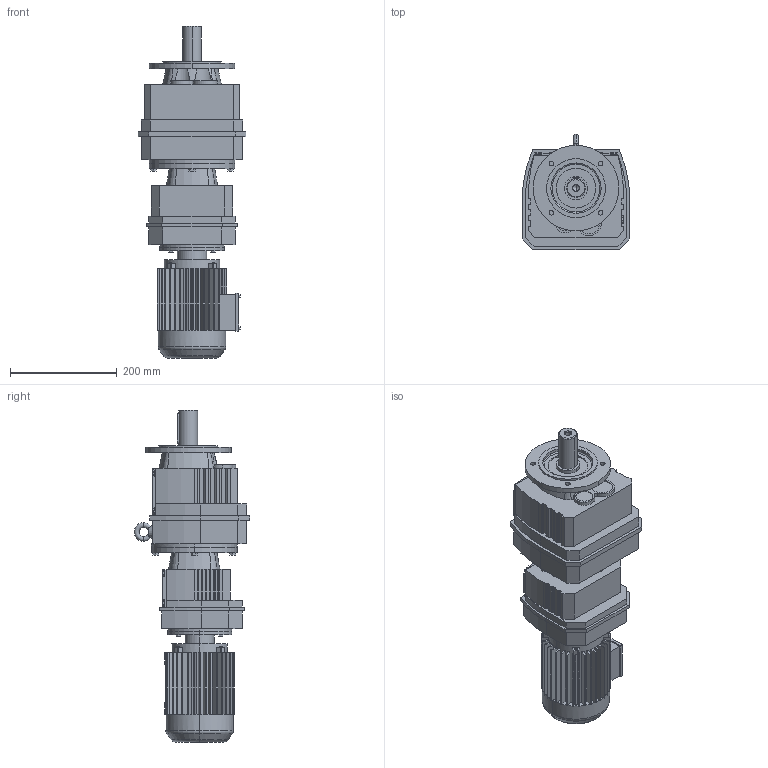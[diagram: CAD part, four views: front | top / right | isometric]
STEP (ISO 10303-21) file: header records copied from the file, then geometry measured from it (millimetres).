
FILE_DESCRIPTION(('Open CASCADE Model'),'2;1');
FILE_NAME('Open CASCADE Shape Model','2019-08-22T18:33:55',('Author'),( 'Open CASCADE'),'Open CASCADE STEP processor 6.3','Open CASCADE 6.3' ,'Unknown');
FILE_SCHEMA(('AUTOMOTIVE_DESIGN_CC2 { 1 2 10303 214 -1 1 5 4 }'));
Length unit declared in the file: millimetre
Products named in the file (4): 1_RF57R37-Y63M-160; RF37‵167_57_160.step; 萇儂_120_Y63M.step; R_57_37.step
Assembly tree (3 placements, depth 2):
  1_RF57R37-Y63M-160
    RF37‵167_57_160.step
    萇儂_120_Y63M.step
    R_57_37.step
Bounding box: 202 x 216 x 621 mm (x, y, z)
Volume: 9862419.5 mm3; surface area: 608728.5 mm2
Topology: 3 solids, 3 shells, 981 faces, 2612 edges, 1699 vertices
Faces by surface type: plane 702, cylinder 239, cone 28, torus 12
Entity records: 68100 total; most frequent: CARTESIAN_POINT 17877, DIRECTION 8812, ORIENTED_EDGE 5220, PCURVE 5220, DEFINITIONAL_REPRESENTATION 5220, LINE 5089, VECTOR 5089, EDGE_CURVE 2610
